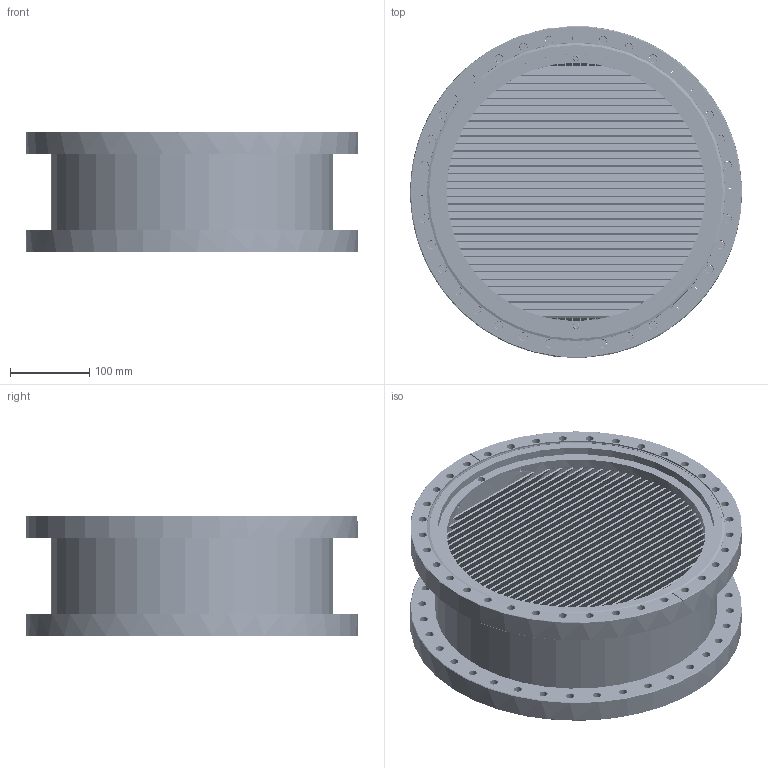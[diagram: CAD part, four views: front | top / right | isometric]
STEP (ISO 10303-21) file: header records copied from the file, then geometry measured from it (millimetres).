
FILE_DESCRIPTION (( 'STEP AP214' ), '1' );
FILE_NAME ('D1500305-v1 (Bolted, Type 2_alternate).STEP', '2015-09-23T17:15:06', ( '' ), ( '' ), 'SwSTEP 2.0', 'SolidWorks 2015', '' );
FILE_SCHEMA (( 'AUTOMOTIVE_DESIGN' ));
Length unit declared in the file: inch
Products named in the file (41): 94355A535_94355A535; Chevron UV Baffle, Blade 14 Ga. 304 SSTL_-v3; 14 in. OD SSTL Tubing,.13 wall; 110040; 100040; D1500305-v1 (Bolted, Type 2_alternate); 92196A226_92196A226; Chevron UV Baffle, Blade Cell (TYPE D)_-v4; Chevron UV Baffle, Blade Ring_-v4
Assembly tree (53 placements, depth 3):
  D1500305-v1 (Bolted, Type 2_alternate)
    100040
    110040
    14 in. OD SSTL Tubing,.13 wall
    94355A535_94355A535  x8
    Chevron UV Baffle, Blade Cell (TYPE D)_-v4  x4
      Chevron UV Baffle, Blade Ring_-v4
      Chevron UV Baffle, Blade 14 Ga. 304 SSTL_-v3
      Chevron UV Baffle, Blade 14 Ga. 304 SSTL_-v3
      Chevron UV Baffle, Blade 14 Ga. 304 SSTL_-v3
      Chevron UV Baffle, Blade 14 Ga. 304 SSTL_-v3
      Chevron UV Baffle, Blade 14 Ga. 304 SSTL_-v3
      Chevron UV Baffle, Blade 14 Ga. 304 SSTL_-v3
      Chevron UV Baffle, Blade 14 Ga. 304 SSTL_-v3
      Chevron UV Baffle, Blade 14 Ga. 304 SSTL_-v3
      Chevron UV Baffle, Blade 14 Ga. 304 SSTL_-v3
      Chevron UV Baffle, Blade 14 Ga. 304 SSTL_-v3
      Chevron UV Baffle, Blade 14 Ga. 304 SSTL_-v3
      Chevron UV Baffle, Blade 14 Ga. 304 SSTL_-v3
      Chevron UV Baffle, Blade 14 Ga. 304 SSTL_-v3
      Chevron UV Baffle, Blade 14 Ga. 304 SSTL_-v3
      Chevron UV Baffle, Blade 14 Ga. 304 SSTL_-v3
      Chevron UV Baffle, Blade 14 Ga. 304 SSTL_-v3
      Chevron UV Baffle, Blade 14 Ga. 304 SSTL_-v3
      Chevron UV Baffle, Blade 14 Ga. 304 SSTL_-v3
      Chevron UV Baffle, Blade 14 Ga. 304 SSTL_-v3
      Chevron UV Baffle, Blade 14 Ga. 304 SSTL_-v3
      Chevron UV Baffle, Blade 14 Ga. 304 SSTL_-v3
      Chevron UV Baffle, Blade 14 Ga. 304 SSTL_-v3
      Chevron UV Baffle, Blade 14 Ga. 304 SSTL_-v3
      Chevron UV Baffle, Blade 14 Ga. 304 SSTL_-v3
      Chevron UV Baffle, Blade 14 Ga. 304 SSTL_-v3
      Chevron UV Baffle, Blade 14 Ga. 304 SSTL_-v3
      Chevron UV Baffle, Blade 14 Ga. 304 SSTL_-v3
      Chevron UV Baffle, Blade 14 Ga. 304 SSTL_-v3
      Chevron UV Baffle, Blade 14 Ga. 304 SSTL_-v3
      Chevron UV Baffle, Blade 14 Ga. 304 SSTL_-v3
      Chevron UV Baffle, Blade 14 Ga. 304 SSTL_-v3
      Chevron UV Baffle, Blade 14 Ga. 304 SSTL_-v3
      Chevron UV Baffle, Blade 14 Ga. 304 SSTL_-v3
    92196A226_92196A226  x4
Bounding box: 419.1 x 419.1 x 152.27 mm (x, y, z)
Volume: 5313158 mm3; surface area: 3045980.4 mm2
Topology: 152 solids, 152 shells, 3996 faces, 10473 edges, 6787 vertices
Faces by surface type: plane 1774, cylinder 1676, cone 514, bspline 32
Entity records: 57926 total; most frequent: CARTESIAN_POINT 18156, ORIENTED_EDGE 6804, DIRECTION 5919, EDGE_CURVE 3402, AXIS2_PLACEMENT_3D 2329, VERTEX_POINT 2153, EDGE_LOOP 1507, ADVANCED_FACE 1335
